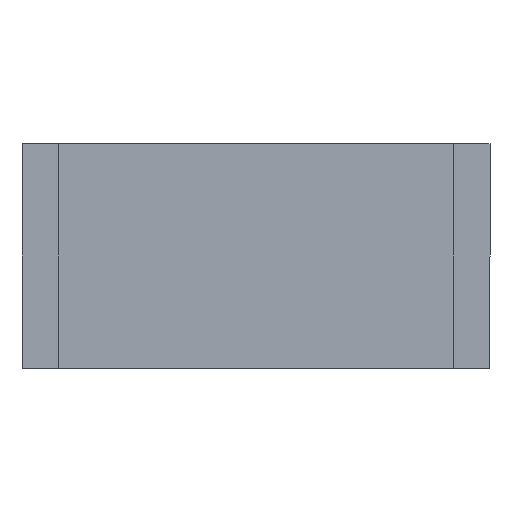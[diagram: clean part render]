
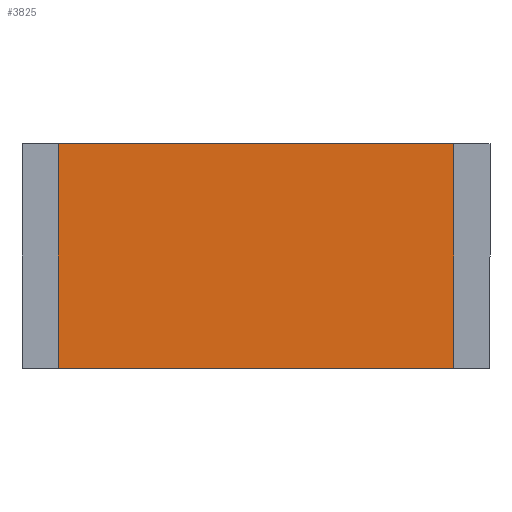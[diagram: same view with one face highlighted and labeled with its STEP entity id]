
A CAD part, front view. The second image highlights one B-rep face of the part: STEP entity #3825.
In plain terms, the highlighted planar face has unit normal (0, -1, 0).
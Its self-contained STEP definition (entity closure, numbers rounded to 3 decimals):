
#342 = PLANE ( 'NONE',  #3137 ) ;
#485 = DIRECTION ( 'NONE',  ( 0., 0., 1. ) ) ;
#699 = ORIENTED_EDGE ( 'NONE', *, *, #981, .T. ) ;
#946 = DIRECTION ( 'NONE',  ( -1., 0., 0. ) ) ;
#981 = EDGE_CURVE ( 'NONE', #3589, #4568, #3398, .T. ) ;
#1027 = DIRECTION ( 'NONE',  ( 0., 1., 0. ) ) ;
#1343 = CARTESIAN_POINT ( 'NONE',  ( -3.175, 0.05, 1.55 ) ) ;
#1383 = CARTESIAN_POINT ( 'NONE',  ( -3.175, 0.05, -1.55 ) ) ;
#1547 = CARTESIAN_POINT ( 'NONE',  ( 3.175, 0.05, 1.55 ) ) ;
#1874 = LINE ( 'NONE', #4385, #3641 ) ;
#2139 = ORIENTED_EDGE ( 'NONE', *, *, #2402, .F. ) ;
#2184 = ORIENTED_EDGE ( 'NONE', *, *, #3361, .F. ) ;
#2402 = EDGE_CURVE ( 'NONE', #3589, #3918, #1874, .T. ) ;
#2430 = DIRECTION ( 'NONE',  ( 0., 0., 1. ) ) ;
#2729 = EDGE_CURVE ( 'NONE', #4568, #4248, #2795, .T. ) ;
#2795 = LINE ( 'NONE', #1343, #4625 ) ;
#2824 = CARTESIAN_POINT ( 'NONE',  ( -3.175, 0.05, -1.55 ) ) ;
#2839 = VECTOR ( 'NONE', #3510, 1000. ) ;
#2898 = CARTESIAN_POINT ( 'NONE',  ( 3.175, 0.05, -1.55 ) ) ;
#3137 = AXIS2_PLACEMENT_3D ( 'NONE', #1383, #1027, #2430 ) ;
#3361 = EDGE_CURVE ( 'NONE', #3918, #4248, #3799, .T. ) ;
#3398 = LINE ( 'NONE', #3747, #3502 ) ;
#3502 = VECTOR ( 'NONE', #485, 1000. ) ;
#3510 = DIRECTION ( 'NONE',  ( 0., 0., 1. ) ) ;
#3589 = VERTEX_POINT ( 'NONE', #2898 ) ;
#3610 = FACE_OUTER_BOUND ( 'NONE', #3711, .T. ) ;
#3641 = VECTOR ( 'NONE', #3977, 1000. ) ;
#3711 = EDGE_LOOP ( 'NONE', ( #4420, #2184, #2139, #699 ) ) ;
#3747 = CARTESIAN_POINT ( 'NONE',  ( 3.175, 0.05, -1.55 ) ) ;
#3791 = CARTESIAN_POINT ( 'NONE',  ( -3.175, 0.05, 1.55 ) ) ;
#3799 = LINE ( 'NONE', #2824, #2839 ) ;
#3825 = ADVANCED_FACE ( 'NONE', ( #3610 ), #342, .F. ) ;
#3918 = VERTEX_POINT ( 'NONE', #4612 ) ;
#3977 = DIRECTION ( 'NONE',  ( -1., 0., 0. ) ) ;
#4248 = VERTEX_POINT ( 'NONE', #3791 ) ;
#4385 = CARTESIAN_POINT ( 'NONE',  ( -3.175, 0.05, -1.55 ) ) ;
#4420 = ORIENTED_EDGE ( 'NONE', *, *, #2729, .T. ) ;
#4568 = VERTEX_POINT ( 'NONE', #1547 ) ;
#4612 = CARTESIAN_POINT ( 'NONE',  ( -3.175, 0.05, -1.55 ) ) ;
#4625 = VECTOR ( 'NONE', #946, 1000. ) ;
